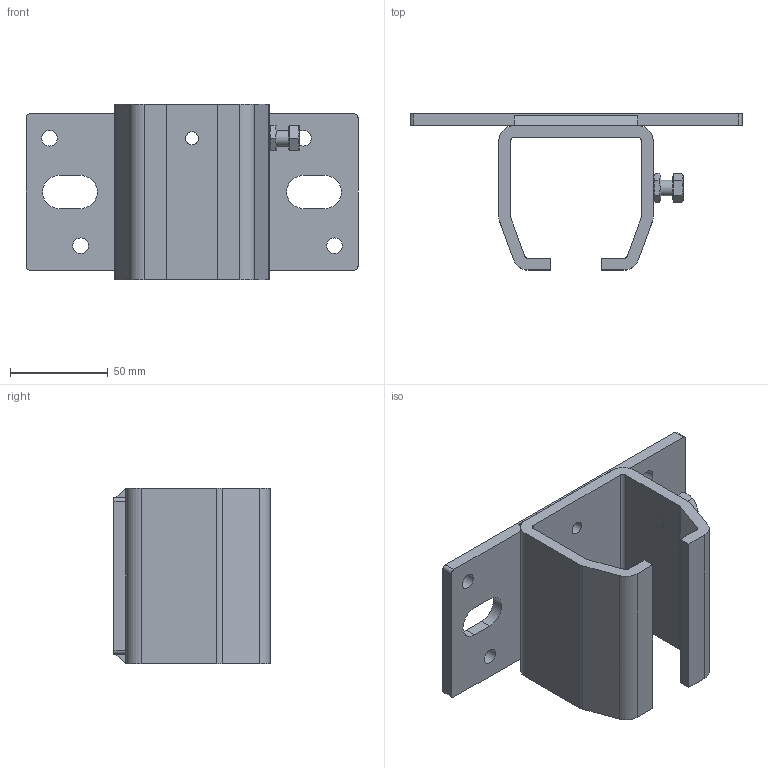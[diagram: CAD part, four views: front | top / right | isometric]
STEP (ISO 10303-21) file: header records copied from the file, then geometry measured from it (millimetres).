
FILE_DESCRIPTION(/* description */ ('Support Plafond Inox A2'),/* implementation_level */ '2;1');
FILE_NAME(/* name */ '9058HXA2.stp',/* time_stamp */ '2019-08-23T08:49:57+02:00',/* author */ ('Florian'),/* organization */ (''),/* preprocessor_version */ 'ST-DEVELOPER v17.2',/* originating_system */ 'Autodesk Inventor 2019',/* authorisation */ '');
FILE_SCHEMA (('AUTOMOTIVE_DESIGN { 1 0 10303 214 3 1 1 }'));
Length unit declared in the file: millimetre
Products named in the file (7): 9058HXA2; 9058HNXA2; 9058HNXA2_1; 22241; 22242; 04023; 06033
Assembly tree (6 placements, depth 3):
  9058HXA2
    9058HNXA2
      9058HNXA2_1
      22241
      22242
    04023
    06033
Bounding box: 170 x 80 x 90 mm (x, y, z)
Volume: 204505.8 mm3; surface area: 79634.5 mm2
Topology: 6 solids, 6 shells, 98 faces, 256 edges, 172 vertices
Faces by surface type: plane 56, cylinder 31, cone 11
Full cylindrical faces by diameter (mm): 6.647 x3, 8 x5, 11.63 x1, 12 x2
Entity records: 3350 total; most frequent: CARTESIAN_POINT 588, DIRECTION 544, ORIENTED_EDGE 512, EDGE_CURVE 256, AXIS2_PLACEMENT_3D 200, VERTEX_POINT 172, LINE 144, VECTOR 144
